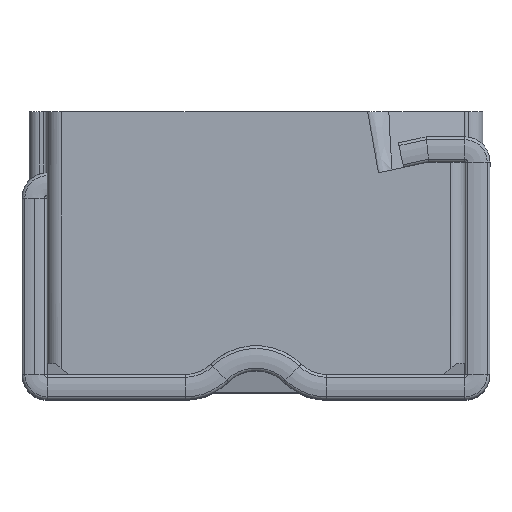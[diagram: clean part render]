
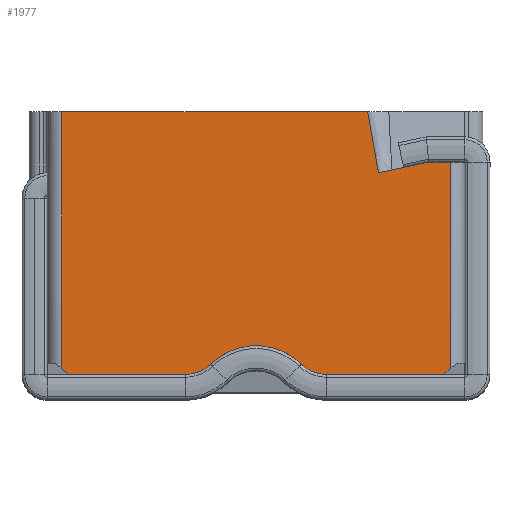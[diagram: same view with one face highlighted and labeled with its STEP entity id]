
A CAD part, top view. The second image highlights one B-rep face of the part: STEP entity #1977.
In plain terms, the highlighted planar face has unit normal (0, 0, 1).
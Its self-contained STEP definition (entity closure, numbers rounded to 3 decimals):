
#24 = CARTESIAN_POINT ( 'NONE',  ( 0., -3.4, 6.3 ) ) ;
#126 = CARTESIAN_POINT ( 'NONE',  ( -5.4, -3.237, 6.3 ) ) ;
#162 = ORIENTED_EDGE ( 'NONE', *, *, #3242, .F. ) ;
#266 = CARTESIAN_POINT ( 'NONE',  ( 0., 3.9, 6.3 ) ) ;
#267 = ORIENTED_EDGE ( 'NONE', *, *, #1922, .F. ) ;
#269 = CARTESIAN_POINT ( 'NONE',  ( 4.8, 2.5, 6.3 ) ) ;
#529 = VECTOR ( 'NONE', #2109, 1000. ) ;
#568 = VECTOR ( 'NONE', #8754, 1000. ) ;
#813 = DIRECTION ( 'NONE',  ( 0.978, 0.21, 0. ) ) ;
#1084 = EDGE_CURVE ( 'NONE', #2574, #2945, #6922, .T. ) ;
#1257 = EDGE_CURVE ( 'NONE', #9811, #3324, #11398, .T. ) ;
#1460 = VERTEX_POINT ( 'NONE', #5536 ) ;
#1486 = DIRECTION ( 'NONE',  ( 1., 0., 0. ) ) ;
#1499 = VERTEX_POINT ( 'NONE', #9357 ) ;
#1747 = DIRECTION ( 'NONE',  ( 0., 0., 1. ) ) ;
#1760 = ORIENTED_EDGE ( 'NONE', *, *, #6599, .T. ) ;
#1790 = PLANE ( 'NONE',  #5195 ) ;
#1835 = VECTOR ( 'NONE', #2913, 1000. ) ;
#1899 = CARTESIAN_POINT ( 'NONE',  ( 5.4, 2.5, 6.3 ) ) ;
#1921 = CARTESIAN_POINT ( 'NONE',  ( 3.1, 3.9, 6.3 ) ) ;
#1922 = EDGE_CURVE ( 'NONE', #1499, #1460, #3104, .T. ) ;
#1977 = ADVANCED_FACE ( 'NONE', ( #6012 ), #1790, .T. ) ;
#2089 = CARTESIAN_POINT ( 'NONE',  ( 3.887, -4.534, 6.3 ) ) ;
#2109 = DIRECTION ( 'NONE',  ( 1., 0., 0. ) ) ;
#2574 = VERTEX_POINT ( 'NONE', #5241 ) ;
#2590 = CARTESIAN_POINT ( 'NONE',  ( 0., -3.4, 6.3 ) ) ;
#2740 = CARTESIAN_POINT ( 'NONE',  ( -5.4, 3.9, 6.3 ) ) ;
#2833 = CARTESIAN_POINT ( 'NONE',  ( 1.26, -3.114, 6.3 ) ) ;
#2840 = DIRECTION ( 'NONE',  ( 0., 1., 0. ) ) ;
#2913 = DIRECTION ( 'NONE',  ( -1., 0., 0. ) ) ;
#2945 = VERTEX_POINT ( 'NONE', #10907 ) ;
#3104 = LINE ( 'NONE', #269, #529 ) ;
#3167 = DIRECTION ( 'NONE',  ( 0., -1., 0. ) ) ;
#3242 = EDGE_CURVE ( 'NONE', #6018, #11003, #6364, .T. ) ;
#3256 = VECTOR ( 'NONE', #813, 1000. ) ;
#3324 = VERTEX_POINT ( 'NONE', #4818 ) ;
#3440 = CARTESIAN_POINT ( 'NONE',  ( 5.4, -3.237, 6.3 ) ) ;
#3509 = CARTESIAN_POINT ( 'NONE',  ( 3.4, 2.2, 6.3 ) ) ;
#3544 = VECTOR ( 'NONE', #3781, 1000. ) ;
#3552 = DIRECTION ( 'NONE',  ( 0., 0., 1. ) ) ;
#3653 = EDGE_CURVE ( 'NONE', #4453, #5933, #5971, .T. ) ;
#3781 = DIRECTION ( 'NONE',  ( -0.759, -0.651, 0. ) ) ;
#3837 = EDGE_CURVE ( 'NONE', #5933, #8650, #7189, .T. ) ;
#3960 = ORIENTED_EDGE ( 'NONE', *, *, #9133, .F. ) ;
#4114 = VECTOR ( 'NONE', #11471, 1000. ) ;
#4255 = EDGE_CURVE ( 'NONE', #10206, #1460, #6289, .T. ) ;
#4296 = CARTESIAN_POINT ( 'NONE',  ( 3.4, 2.2, 6.3 ) ) ;
#4359 = CARTESIAN_POINT ( 'NONE',  ( 0., 3.9, 6.3 ) ) ;
#4435 = LINE ( 'NONE', #3509, #3256 ) ;
#4453 = VERTEX_POINT ( 'NONE', #2740 ) ;
#4604 = LINE ( 'NONE', #24, #1835 ) ;
#4818 = CARTESIAN_POINT ( 'NONE',  ( 1.96, -3.4, 6.3 ) ) ;
#4915 = AXIS2_PLACEMENT_3D ( 'NONE', #11140, #8330, #4983 ) ;
#4955 = DIRECTION ( 'NONE',  ( -1., 0., 0. ) ) ;
#4983 = DIRECTION ( 'NONE',  ( 1., 0., 0. ) ) ;
#5195 = AXIS2_PLACEMENT_3D ( 'NONE', #4359, #3552, #7006 ) ;
#5240 = DIRECTION ( 'NONE',  ( 1., 0., 0. ) ) ;
#5241 = CARTESIAN_POINT ( 'NONE',  ( -1.96, -3.4, 6.3 ) ) ;
#5436 = ORIENTED_EDGE ( 'NONE', *, *, #1084, .T. ) ;
#5536 = CARTESIAN_POINT ( 'NONE',  ( 5.4, 2.5, 6.3 ) ) ;
#5574 = LINE ( 'NONE', #266, #7034 ) ;
#5612 = CARTESIAN_POINT ( 'NONE',  ( 3.1, 3.9, 6.3 ) ) ;
#5684 = CARTESIAN_POINT ( 'NONE',  ( 5.21, -3.4, 6.3 ) ) ;
#5844 = CARTESIAN_POINT ( 'NONE',  ( -1.96, -2.4, 6.3 ) ) ;
#5893 = EDGE_LOOP ( 'NONE', ( #1760, #6452, #11100, #9176, #5436, #7415, #8774, #8179, #11250, #10636, #267, #3960, #162 ) ) ;
#5920 = AXIS2_PLACEMENT_3D ( 'NONE', #11279, #1747, #5240 ) ;
#5933 = VERTEX_POINT ( 'NONE', #126 ) ;
#5971 = LINE ( 'NONE', #9510, #7803 ) ;
#6009 = EDGE_CURVE ( 'NONE', #10206, #7664, #7693, .T. ) ;
#6012 = FACE_OUTER_BOUND ( 'NONE', #5893, .T. ) ;
#6018 = VERTEX_POINT ( 'NONE', #5612 ) ;
#6289 = LINE ( 'NONE', #1899, #7101 ) ;
#6364 = LINE ( 'NONE', #1921, #10554 ) ;
#6373 = CARTESIAN_POINT ( 'NONE',  ( -5.21, -3.4, 6.3 ) ) ;
#6452 = ORIENTED_EDGE ( 'NONE', *, *, #3653, .T. ) ;
#6599 = EDGE_CURVE ( 'NONE', #6018, #4453, #5574, .T. ) ;
#6922 = CIRCLE ( 'NONE', #7680, 1. ) ;
#7006 = DIRECTION ( 'NONE',  ( 1., 0., 0. ) ) ;
#7034 = VECTOR ( 'NONE', #4955, 1000. ) ;
#7101 = VECTOR ( 'NONE', #2840, 1000. ) ;
#7189 = LINE ( 'NONE', #11397, #568 ) ;
#7415 = ORIENTED_EDGE ( 'NONE', *, *, #7777, .F. ) ;
#7664 = VERTEX_POINT ( 'NONE', #5684 ) ;
#7680 = AXIS2_PLACEMENT_3D ( 'NONE', #5844, #9321, #1486 ) ;
#7693 = LINE ( 'NONE', #2089, #3544 ) ;
#7777 = EDGE_CURVE ( 'NONE', #9811, #2945, #8891, .T. ) ;
#7803 = VECTOR ( 'NONE', #3167, 1000. ) ;
#7881 = EDGE_CURVE ( 'NONE', #7664, #3324, #4604, .T. ) ;
#8179 = ORIENTED_EDGE ( 'NONE', *, *, #7881, .F. ) ;
#8330 = DIRECTION ( 'NONE',  ( 0., 0., 1. ) ) ;
#8650 = VERTEX_POINT ( 'NONE', #6373 ) ;
#8754 = DIRECTION ( 'NONE',  ( 0.759, -0.651, 0. ) ) ;
#8774 = ORIENTED_EDGE ( 'NONE', *, *, #1257, .T. ) ;
#8891 = CIRCLE ( 'NONE', #5920, 1.8 ) ;
#9133 = EDGE_CURVE ( 'NONE', #11003, #1499, #4435, .T. ) ;
#9176 = ORIENTED_EDGE ( 'NONE', *, *, #11407, .T. ) ;
#9321 = DIRECTION ( 'NONE',  ( 0., 0., 1. ) ) ;
#9357 = CARTESIAN_POINT ( 'NONE',  ( 4.8, 2.5, 6.3 ) ) ;
#9510 = CARTESIAN_POINT ( 'NONE',  ( -5.4, 3.9, 6.3 ) ) ;
#9811 = VERTEX_POINT ( 'NONE', #2833 ) ;
#10206 = VERTEX_POINT ( 'NONE', #3440 ) ;
#10554 = VECTOR ( 'NONE', #10975, 1000. ) ;
#10636 = ORIENTED_EDGE ( 'NONE', *, *, #4255, .T. ) ;
#10907 = CARTESIAN_POINT ( 'NONE',  ( -1.26, -3.114, 6.3 ) ) ;
#10975 = DIRECTION ( 'NONE',  ( 0.174, -0.985, 0. ) ) ;
#11003 = VERTEX_POINT ( 'NONE', #4296 ) ;
#11100 = ORIENTED_EDGE ( 'NONE', *, *, #3837, .T. ) ;
#11140 = CARTESIAN_POINT ( 'NONE',  ( 1.96, -2.4, 6.3 ) ) ;
#11250 = ORIENTED_EDGE ( 'NONE', *, *, #6009, .F. ) ;
#11279 = CARTESIAN_POINT ( 'NONE',  ( 0., -4.4, 6.3 ) ) ;
#11397 = CARTESIAN_POINT ( 'NONE',  ( -3.887, -4.534, 6.3 ) ) ;
#11398 = CIRCLE ( 'NONE', #4915, 1. ) ;
#11407 = EDGE_CURVE ( 'NONE', #8650, #2574, #11535, .T. ) ;
#11471 = DIRECTION ( 'NONE',  ( 1., 0., 0. ) ) ;
#11535 = LINE ( 'NONE', #2590, #4114 ) ;
